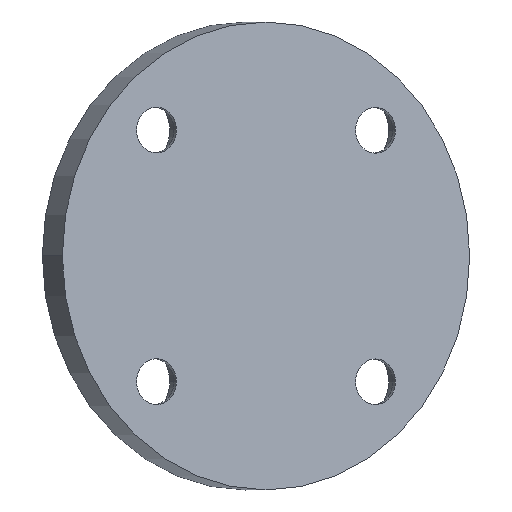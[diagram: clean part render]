
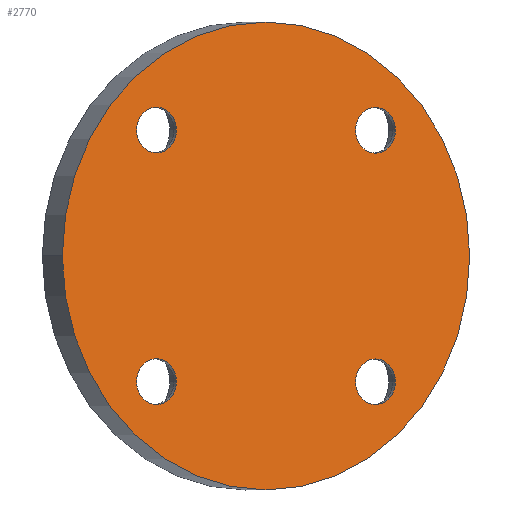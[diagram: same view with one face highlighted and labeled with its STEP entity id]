
A CAD part, top view. The second image highlights one B-rep face of the part: STEP entity #2770.
In plain terms, the highlighted face is planar.
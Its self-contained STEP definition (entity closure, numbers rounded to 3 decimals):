
#1770=CARTESIAN_POINT('',(0.,0.,
-46.05));
#1780=VERTEX_POINT('',#1770);
#1810=CARTESIAN_POINT('',(0.,0.,0.));
#1820=DIRECTION('',(1.,0.,0.));
#1830=DIRECTION('',(0.,0.,-1.));
#1840=AXIS2_PLACEMENT_3D('',#1810,#1820,#1830);
#1850=CIRCLE('',#1840,46.05);
#1860=CARTESIAN_POINT('',(0.,0.,46.05));
#1870=VERTEX_POINT('',#1860);
#1880=EDGE_CURVE('',#1780,#1870,#1850,.T.);
#2070=CARTESIAN_POINT('',(0.,0.,46.05));
#2080=DIRECTION('',(-1.,0.,0.));
#2090=DIRECTION('',(0.,0.,1.));
#2100=AXIS2_PLACEMENT_3D('',#2070,#2080,#2090);
#2110=PLANE('',#2100);
#2120=EDGE_CURVE('',#1870,#1780,#1850,.T.);
#2130=ORIENTED_EDGE('',*,*,#2120,.T.);
#2140=ORIENTED_EDGE('',*,*,#1880,.T.);
#2150=EDGE_LOOP('',(#2140,#2130));
#2160=FACE_OUTER_BOUND('',#2150,.T.);
#2170=CARTESIAN_POINT('',(0.,24.749,
24.749));
#2180=DIRECTION('',(-1.,-0.,0.));
#2190=DIRECTION('',(0.,-1.,0.));
#2200=AXIS2_PLACEMENT_3D('',#2170,#2180,#2190);
#2210=CIRCLE('',#2200,4.5);
#2220=CARTESIAN_POINT('',(0.,29.249,
24.749));
#2230=VERTEX_POINT('',#2220);
#2240=CARTESIAN_POINT('',(0.,20.249,
24.749));
#2250=VERTEX_POINT('',#2240);
#2260=EDGE_CURVE('',#2230,#2250,#2210,.T.);
#2270=ORIENTED_EDGE('',*,*,#2260,.T.);
#2280=EDGE_CURVE('',#2250,#2230,#2210,.T.);
#2290=ORIENTED_EDGE('',*,*,#2280,.T.);
#2300=EDGE_LOOP('',(#2290,#2270));
#2310=FACE_BOUND('',#2300,.T.);
#2320=CARTESIAN_POINT('',(0.,-24.749,
24.749));
#2330=DIRECTION('',(-1.,-0.,-0.));
#2340=DIRECTION('',(0.,0.,-1.));
#2350=AXIS2_PLACEMENT_3D('',#2320,#2330,#2340);
#2360=CIRCLE('',#2350,4.5);
#2370=CARTESIAN_POINT('',(0.,-24.749,
29.249));
#2380=VERTEX_POINT('',#2370);
#2390=CARTESIAN_POINT('',(0.,-24.749,
20.249));
#2400=VERTEX_POINT('',#2390);
#2410=EDGE_CURVE('',#2380,#2400,#2360,.T.);
#2420=ORIENTED_EDGE('',*,*,#2410,.T.);
#2430=EDGE_CURVE('',#2400,#2380,#2360,.T.);
#2440=ORIENTED_EDGE('',*,*,#2430,.T.);
#2450=EDGE_LOOP('',(#2440,#2420));
#2460=FACE_BOUND('',#2450,.T.);
#2470=CARTESIAN_POINT('',(0.,-24.749,
-24.749));
#2480=DIRECTION('',(-1.,0.,-0.));
#2490=DIRECTION('',(0.,1.,0.));
#2500=AXIS2_PLACEMENT_3D('',#2470,#2480,#2490);
#2510=CIRCLE('',#2500,4.5);
#2520=CARTESIAN_POINT('',(0.,-29.249,
-24.749));
#2530=VERTEX_POINT('',#2520);
#2540=CARTESIAN_POINT('',(0.,-20.249,
-24.749));
#2550=VERTEX_POINT('',#2540);
#2560=EDGE_CURVE('',#2530,#2550,#2510,.T.);
#2570=ORIENTED_EDGE('',*,*,#2560,.T.);
#2580=EDGE_CURVE('',#2550,#2530,#2510,.T.);
#2590=ORIENTED_EDGE('',*,*,#2580,.T.);
#2600=EDGE_LOOP('',(#2590,#2570));
#2610=FACE_BOUND('',#2600,.T.);
#2620=CARTESIAN_POINT('',(0.,24.749,
-24.749));
#2630=DIRECTION('',(-1.,0.,0.));
#2640=DIRECTION('',(0.,0.,1.));
#2650=AXIS2_PLACEMENT_3D('',#2620,#2630,#2640);
#2660=CIRCLE('',#2650,4.5);
#2670=CARTESIAN_POINT('',(0.,24.749,
-29.249));
#2680=VERTEX_POINT('',#2670);
#2690=CARTESIAN_POINT('',(0.,24.749,
-20.249));
#2700=VERTEX_POINT('',#2690);
#2710=EDGE_CURVE('',#2680,#2700,#2660,.T.);
#2720=ORIENTED_EDGE('',*,*,#2710,.T.);
#2730=EDGE_CURVE('',#2700,#2680,#2660,.T.);
#2740=ORIENTED_EDGE('',*,*,#2730,.T.);
#2750=EDGE_LOOP('',(#2740,#2720));
#2760=FACE_BOUND('',#2750,.T.);
#2770=ADVANCED_FACE('',(#2160,#2310,#2460,#2610,#2760),#2110,.F.);
